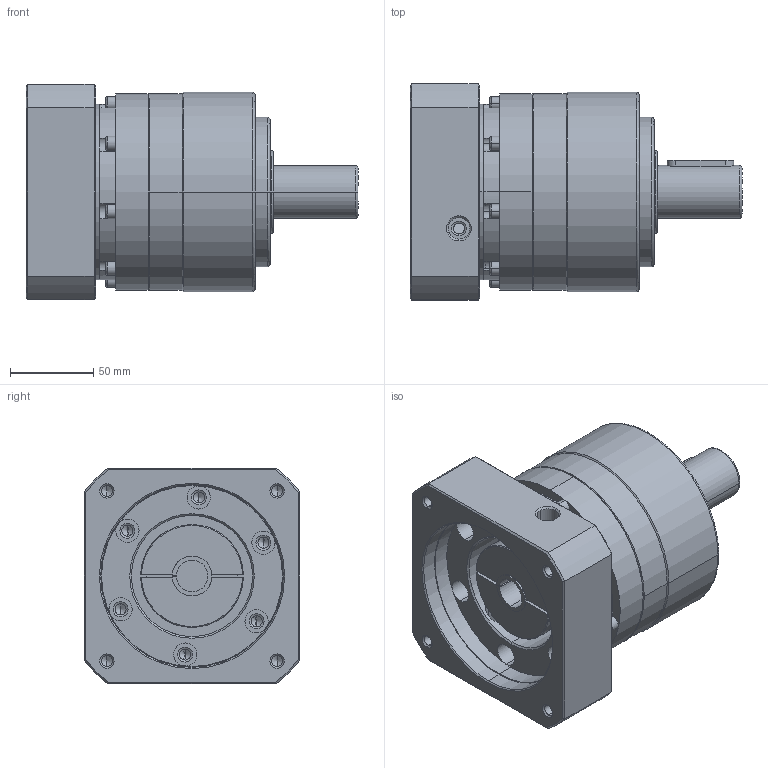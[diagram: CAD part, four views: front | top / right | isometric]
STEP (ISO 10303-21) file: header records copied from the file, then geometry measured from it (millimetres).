
FILE_DESCRIPTION (( 'STEP AP214' ), '1' );
FILE_NAME ('PE120-L1-19-110-145M8.STEP', '2024-01-06T05:05:46', ( 'admin' ), ( '' ), 'SwSTEP 2.0', 'SolidWorks 2013', '' );
FILE_SCHEMA (( 'AUTOMOTIVE_DESIGN' ));
Length unit declared in the file: millimetre
Products named in the file (5): 22-19_X2_8F6C63625957_X0_; PE120; PB115_X2_58F34F537AEF_X0_; PB115-110-145M8; PE120-L1-19-110-145M8
Assembly tree (4 placements, depth 2):
  PE120-L1-19-110-145M8
    PB115_X2_58F34F537AEF_X0_
    PB115-110-145M8
    22-19_X2_8F6C63625957_X0_
    PE120
Bounding box: 200 x 130 x 130 mm (x, y, z)
Volume: 1541630.5 mm3; surface area: 181954.9 mm2
Topology: 4 solids, 4 shells, 495 faces, 1190 edges, 703 vertices
Faces by surface type: cylinder 204, cone 137, plane 123, bspline 31
Entity records: 20852 total; most frequent: CARTESIAN_POINT 3992, DIRECTION 2459, ORIENTED_EDGE 2232, EDGE_CURVE 1116, AXIS2_PLACEMENT_3D 964, VERTEX_POINT 697, EDGE_LOOP 589, LINE 531
